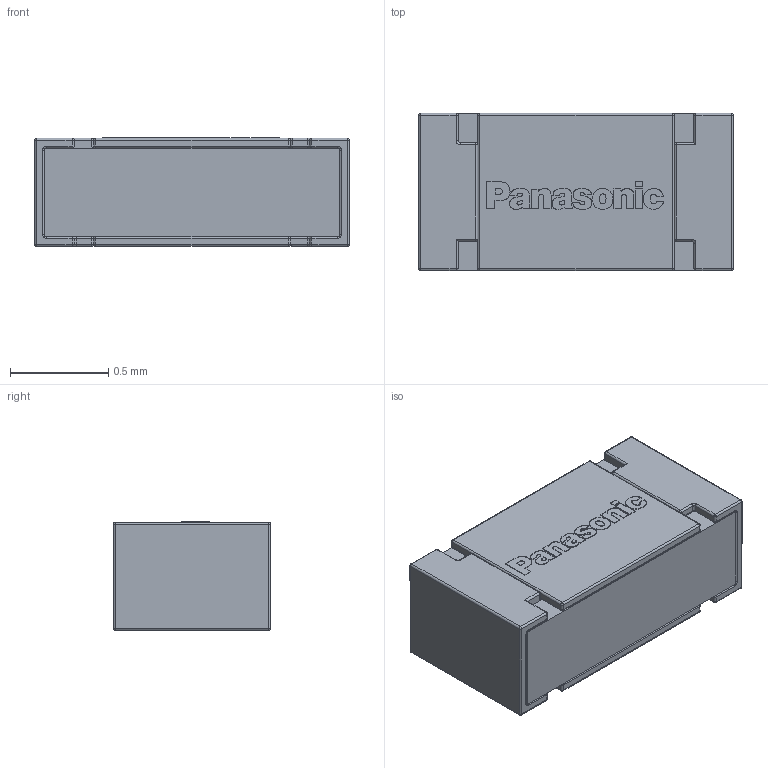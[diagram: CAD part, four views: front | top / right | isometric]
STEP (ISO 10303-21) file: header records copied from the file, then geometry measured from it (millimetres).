
FILE_DESCRIPTION(/* description */ (''),/* implementation_level */ '2;1');
FILE_NAME(/* name */ '0603.stp',/* time_stamp */ '2019-07-19T10:20:09+02:00',/* author */ ('khaled'),/* organization */ (''),/* preprocessor_version */ 'ST-DEVELOPER v17.2',/* originating_system */ 'Autodesk Inventor 2019',/* authorisation */ '');
FILE_SCHEMA (('AUTOMOTIVE_DESIGN { 1 0 10303 214 3 1 1 }'));
Length unit declared in the file: millimetre
Products named in the file (5): 0603; body; pad; top; Panasonic
Assembly tree (6 placements, depth 2):
  0603
    body
    pad  x2
    top  x2
    Panasonic
Bounding box: 1.6 x 0.8 x 0.55 mm (x, y, z)
Volume: 0.7 mm3; surface area: 11.6 mm2
Topology: 24 solids, 24 shells, 607 faces, 1482 edges, 923 vertices
Faces by surface type: bspline 241, plane 186, cylinder 112, sphere 48, torus 20
Entity records: 16411 total; most frequent: CARTESIAN_POINT 5835, ORIENTED_EDGE 2498, DIRECTION 1465, EDGE_CURVE 1249, VERTEX_POINT 800, LINE 653, VECTOR 653, EDGE_LOOP 507
